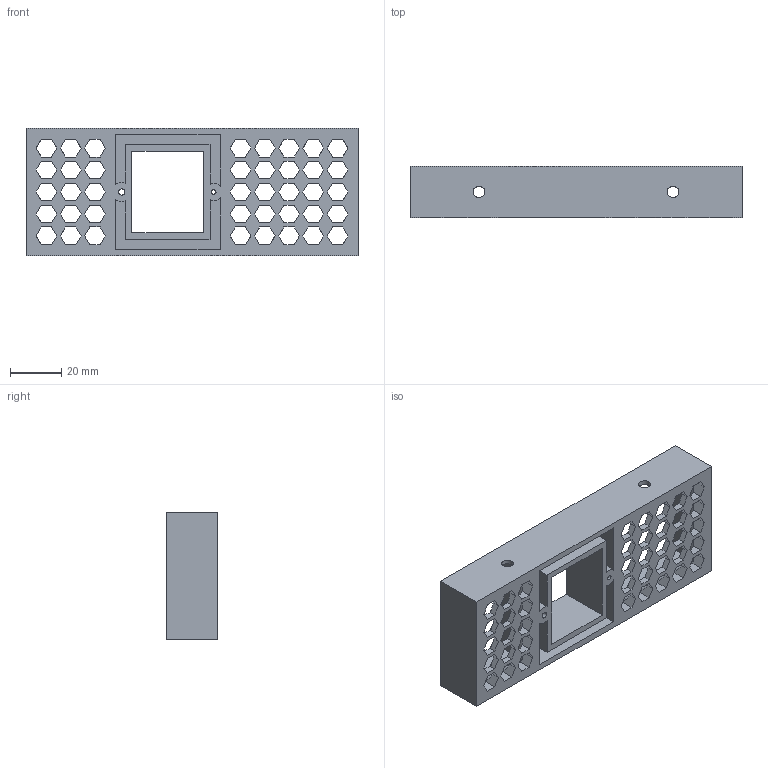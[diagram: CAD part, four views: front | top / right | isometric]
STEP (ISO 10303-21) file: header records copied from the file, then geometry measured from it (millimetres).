
FILE_DESCRIPTION(/* description */ ('STEP AP214'),/* implementation_level */ '2;1');
FILE_NAME(/* name */ '610e7250a460de3fae85ecfa',/* time_stamp */ '2021-08-07T11:45:21+00:00',/* author */ (''),/* organization */ (''),/* preprocessor_version */ 'ST-DEVELOPER v18.1',/* originating_system */ ' ',/* authorisation */ ' ');
FILE_SCHEMA (('AUTOMOTIVE_DESIGN {1 0 10303 214 3 1 1}'));
Length unit declared in the file: metre
Products named in the file (1): Part 1
Bounding box: 130 x 20 x 50 mm (x, y, z)
Volume: 38510.4 mm3; surface area: 30825.5 mm2
Topology: 1 solids, 1 shells, 296 faces, 952 edges, 632 vertices
Faces by surface type: plane 276, cylinder 20
Full cylindrical faces by diameter (mm): 1.8 x1, 2.5 x1, 4.6 x4, 8.5 x2
Entity records: 10618 total; most frequent: CARTESIAN_POINT 1897, ORIENTED_EDGE 1880, DIRECTION 1730, EDGE_CURVE 940, LINE 736, VECTOR 736, VERTEX_POINT 628, AXIS2_PLACEMENT_3D 497
